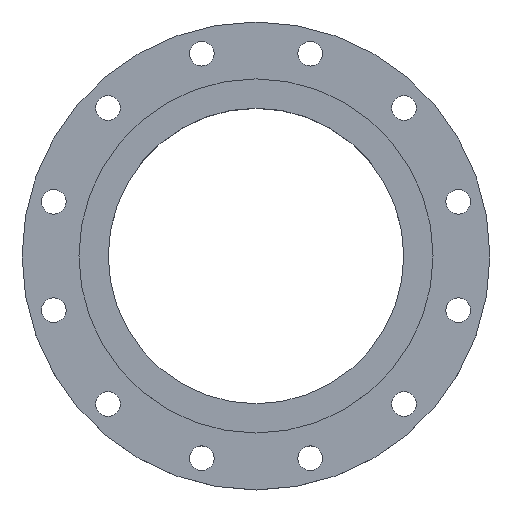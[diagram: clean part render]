
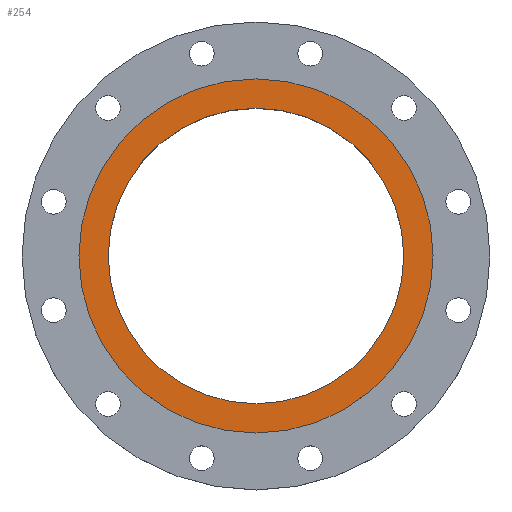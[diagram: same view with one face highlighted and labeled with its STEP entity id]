
A CAD part, top view. The second image highlights one B-rep face of the part: STEP entity #254.
In plain terms, the highlighted planar face has unit normal (0, 0, 1).
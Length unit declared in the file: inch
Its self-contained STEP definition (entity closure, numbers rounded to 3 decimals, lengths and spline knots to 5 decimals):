
#4 = AXIS2_PLACEMENT_3D ( 'NONE', #86, #1382, #196 ) ;
#53 = FACE_BOUND ( 'NONE', #1391, .T. ) ;
#76 = DIRECTION ( 'NONE',  ( 1., 0., 0. ) ) ;
#86 = CARTESIAN_POINT ( 'NONE',  ( 0., 0., 0.0625 ) ) ;
#110 = DIRECTION ( 'NONE',  ( 1., 0., 0. ) ) ;
#127 = VERTEX_POINT ( 'NONE', #596 ) ;
#174 = DIRECTION ( 'NONE',  ( 0., 0., 1. ) ) ;
#177 = DIRECTION ( 'NONE',  ( 0., 0., 1. ) ) ;
#196 = DIRECTION ( 'NONE',  ( 1., 0., 0. ) ) ;
#228 = ORIENTED_EDGE ( 'NONE', *, *, #957, .F. ) ;
#254 = ADVANCED_FACE ( 'NONE', ( #53, #570 ), #364, .T. ) ;
#283 = EDGE_CURVE ( 'NONE', #409, #1098, #1171, .T. ) ;
#322 = DIRECTION ( 'NONE',  ( 0., 0., 1. ) ) ;
#361 = DIRECTION ( 'NONE',  ( 1., 0., 0. ) ) ;
#364 = PLANE ( 'NONE',  #868 ) ;
#385 = AXIS2_PLACEMENT_3D ( 'NONE', #1044, #174, #914 ) ;
#409 = VERTEX_POINT ( 'NONE', #422 ) ;
#422 = CARTESIAN_POINT ( 'NONE',  ( -6., 0., 0.0625 ) ) ;
#436 = EDGE_LOOP ( 'NONE', ( #904, #989 ) ) ;
#458 = CARTESIAN_POINT ( 'NONE',  ( 0., 0., 0.0625 ) ) ;
#535 = CARTESIAN_POINT ( 'NONE',  ( -7.19, 0., 0.0625 ) ) ;
#555 = AXIS2_PLACEMENT_3D ( 'NONE', #708, #177, #76 ) ;
#557 = AXIS2_PLACEMENT_3D ( 'NONE', #458, #322, #110 ) ;
#570 = FACE_OUTER_BOUND ( 'NONE', #436, .T. ) ;
#596 = CARTESIAN_POINT ( 'NONE',  ( 7.19, 0., 0.0625 ) ) ;
#625 = VERTEX_POINT ( 'NONE', #535 ) ;
#708 = CARTESIAN_POINT ( 'NONE',  ( 0., 0., 0.0625 ) ) ;
#714 = CIRCLE ( 'NONE', #385, 7.19 ) ;
#740 = CARTESIAN_POINT ( 'NONE',  ( 6., 0., 0.0625 ) ) ;
#868 = AXIS2_PLACEMENT_3D ( 'NONE', #994, #1321, #361 ) ;
#904 = ORIENTED_EDGE ( 'NONE', *, *, #1277, .T. ) ;
#914 = DIRECTION ( 'NONE',  ( 1., 0., 0. ) ) ;
#957 = EDGE_CURVE ( 'NONE', #1098, #409, #1137, .T. ) ;
#989 = ORIENTED_EDGE ( 'NONE', *, *, #1093, .T. ) ;
#994 = CARTESIAN_POINT ( 'NONE',  ( 0., 0., 0.0625 ) ) ;
#1044 = CARTESIAN_POINT ( 'NONE',  ( 0., 0., 0.0625 ) ) ;
#1085 = CIRCLE ( 'NONE', #557, 7.19 ) ;
#1093 = EDGE_CURVE ( 'NONE', #127, #625, #1085, .T. ) ;
#1098 = VERTEX_POINT ( 'NONE', #740 ) ;
#1100 = ORIENTED_EDGE ( 'NONE', *, *, #283, .F. ) ;
#1137 = CIRCLE ( 'NONE', #555, 6. ) ;
#1171 = CIRCLE ( 'NONE', #4, 6. ) ;
#1277 = EDGE_CURVE ( 'NONE', #625, #127, #714, .T. ) ;
#1321 = DIRECTION ( 'NONE',  ( 0., 0., 1. ) ) ;
#1382 = DIRECTION ( 'NONE',  ( 0., 0., 1. ) ) ;
#1391 = EDGE_LOOP ( 'NONE', ( #1100, #228 ) ) ;
